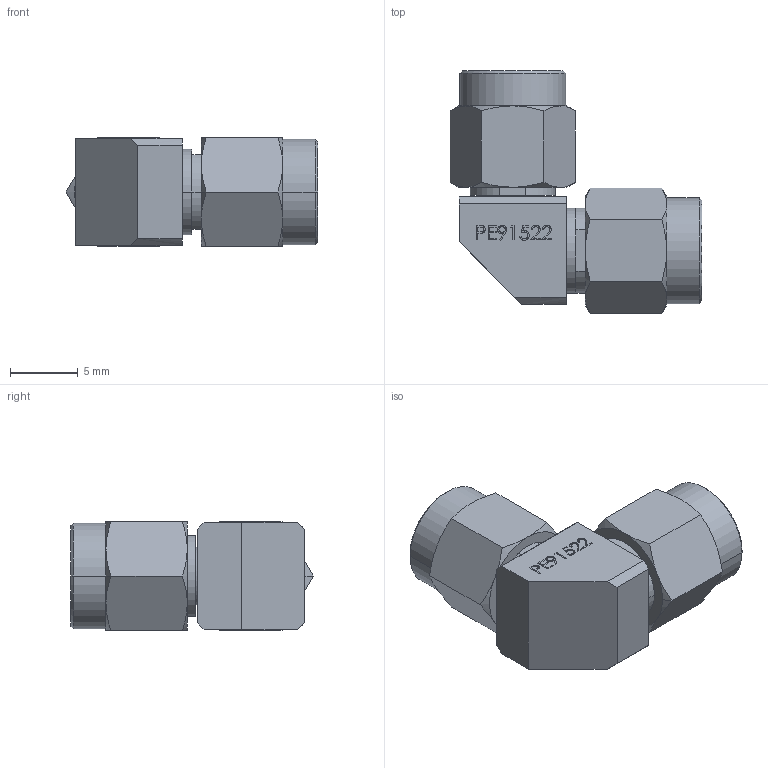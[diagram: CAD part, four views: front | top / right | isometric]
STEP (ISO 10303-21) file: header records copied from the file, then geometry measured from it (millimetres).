
FILE_DESCRIPTION (( 'STEP AP203' ), '1' );
FILE_NAME ('PE91522.STEP', '2021-05-05T11:28:11', ( '' ), ( '' ), 'SwSTEP 2.0', 'SolidWorks 2020', '' );
FILE_SCHEMA (( 'CONFIG_CONTROL_DESIGN' ));
Length unit declared in the file: inch
Products named in the file (6): Part12^PE91522; PE91522; ALS-K3-RIGHT.stp; als-k3pc3.stp; ALS-K3K8-3.stp; ALS-PC3-TOP.stp
Assembly tree (5 placements, depth 3):
  PE91522
    als-k3pc3.stp
      ALS-K3K8-3.stp
      ALS-K3-RIGHT.stp
      ALS-PC3-TOP.stp
    Part12^PE91522
Bounding box: 18.58 x 17.9 x 8 mm (x, y, z)
Volume: 1346.7 mm3; surface area: 1085.4 mm2
Topology: 10 solids, 10 shells, 195 faces, 469 edges, 302 vertices
Faces by surface type: plane 100, bspline 35, cone 34, cylinder 26
Entity records: 8493 total; most frequent: CARTESIAN_POINT 3576, ORIENTED_EDGE 938, DIRECTION 773, EDGE_CURVE 469, VERTEX_POINT 302, VECTOR 263, LINE 263, AXIS2_PLACEMENT_3D 255
